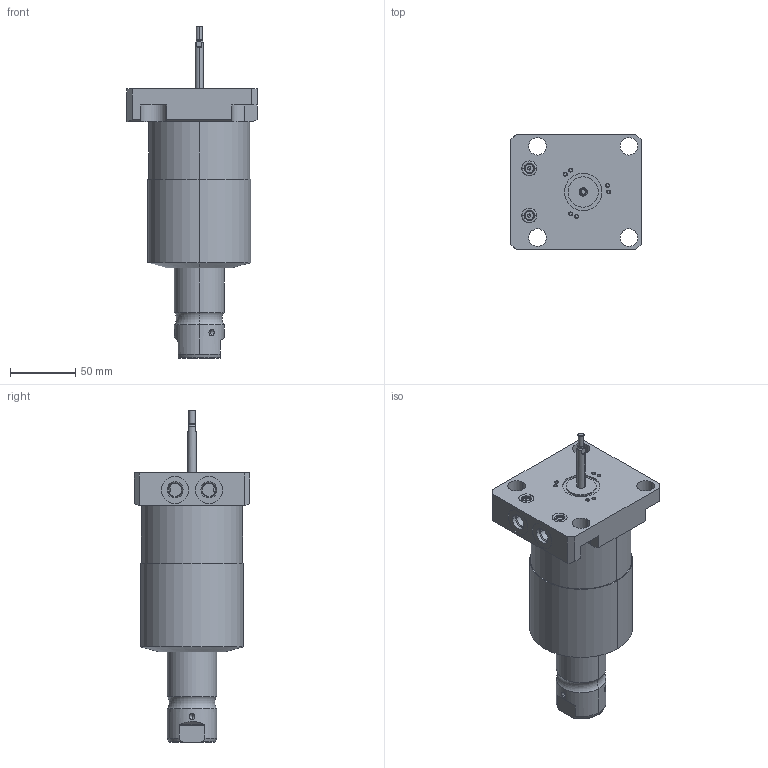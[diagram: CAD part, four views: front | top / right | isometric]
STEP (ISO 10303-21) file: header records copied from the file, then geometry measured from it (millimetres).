
FILE_DESCRIPTION((''),'2;1');
FILE_NAME('ILC14222103PR','2019-03-27T',('jdw'),(''),'PRO/ENGINEER BY PARAMETRIC TECHNOLOGY CORPORATION, 2013320','PRO/ENGINEER BY PARAMETRIC TECHNOLOGY CORPORATION, 2013320','');
FILE_SCHEMA(('AUTOMOTIVE_DESIGN { 1 0 10303 214 1 1 1 1 }'));
Length unit declared in the file: inch
Products named in the file (1): ILC14222103PR
Bounding box: 100 x 88.9 x 254.94 mm (x, y, z)
Volume: 804961.4 mm3; surface area: 68026 mm2
Topology: 1 solids, 8 shells, 180 faces, 447 edges, 286 vertices
Faces by surface type: cylinder 80, plane 64, cone 24, torus 12
Entity records: 7305 total; most frequent: CARTESIAN_POINT 1109, DIRECTION 977, ORIENTED_EDGE 848, PRESENTATION_STYLE_ASSIGNMENT 468, STYLED_ITEM 447, CURVE_STYLE 439, EDGE_CURVE 439, AXIS2_PLACEMENT_3D 389
